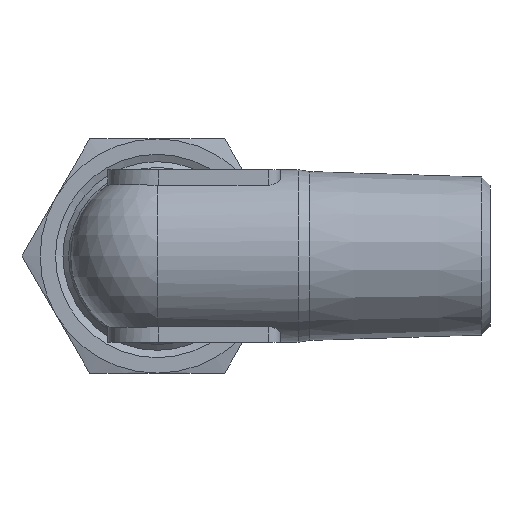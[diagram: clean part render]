
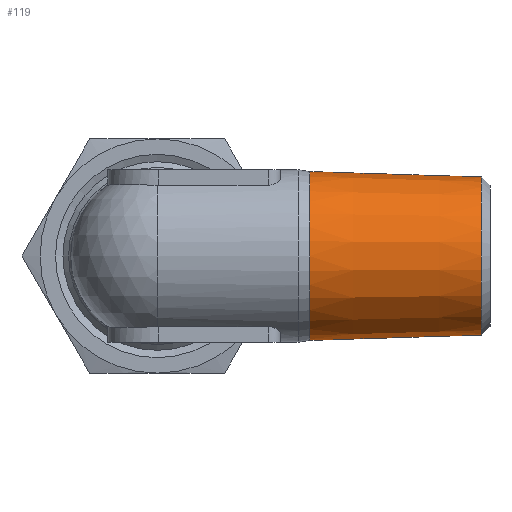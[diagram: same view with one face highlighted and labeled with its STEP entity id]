
A CAD part, left-side view. The second image highlights one B-rep face of the part: STEP entity #119.
In plain terms, the highlighted conical face has half-angle 1.788 degrees and reference radius 6.847 mm.
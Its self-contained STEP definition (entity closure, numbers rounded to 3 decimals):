
#119 = ADVANCED_FACE( '', ( #246, #247 ), #248, .T. );
#246 = FACE_BOUND( '', #397, .T. );
#247 = FACE_OUTER_BOUND( '', #398, .T. );
#248 = CONICAL_SURFACE( '', #399, 6.847, 0.031 );
#397 = EDGE_LOOP( '', ( #765 ) );
#398 = EDGE_LOOP( '', ( #766 ) );
#399 = AXIS2_PLACEMENT_3D( '', #767, #768, #769 );
#765 = ORIENTED_EDGE( '', *, *, #1062, .F. );
#766 = ORIENTED_EDGE( '', *, *, #1029, .T. );
#767 = CARTESIAN_POINT( '', ( 0., -12.39, 0. ) );
#768 = DIRECTION( '', ( 0., 1., 0. ) );
#769 = DIRECTION( '', ( 0., 0., 1. ) );
#1029 = EDGE_CURVE( '', #1244, #1244, #1245, .T. );
#1062 = EDGE_CURVE( '', #1298, #1298, #1299, .T. );
#1244 = VERTEX_POINT( '', #1741 );
#1245 = CIRCLE( '', #1742, 6.847 );
#1298 = VERTEX_POINT( '', #1875 );
#1299 = CIRCLE( '', #1876, 6.413 );
#1741 = CARTESIAN_POINT( '', ( 0., -12.39, -6.847 ) );
#1742 = AXIS2_PLACEMENT_3D( '', #2049, #2050, #2051 );
#1875 = CARTESIAN_POINT( '', ( 0., -26.302, -6.413 ) );
#1876 = AXIS2_PLACEMENT_3D( '', #2102, #2103, #2104 );
#2049 = CARTESIAN_POINT( '', ( 0., -12.39, 0. ) );
#2050 = DIRECTION( '', ( 0., -1., 0. ) );
#2051 = DIRECTION( '', ( 0., 0., -1. ) );
#2102 = CARTESIAN_POINT( '', ( 0., -26.302, 0. ) );
#2103 = DIRECTION( '', ( 0., -1., 0. ) );
#2104 = DIRECTION( '', ( 0., 0., -1. ) );
